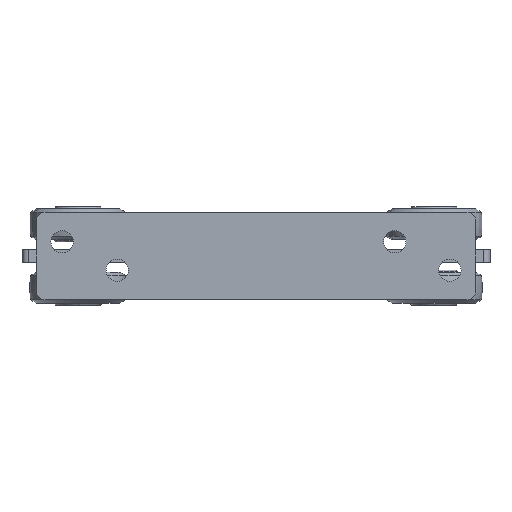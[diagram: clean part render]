
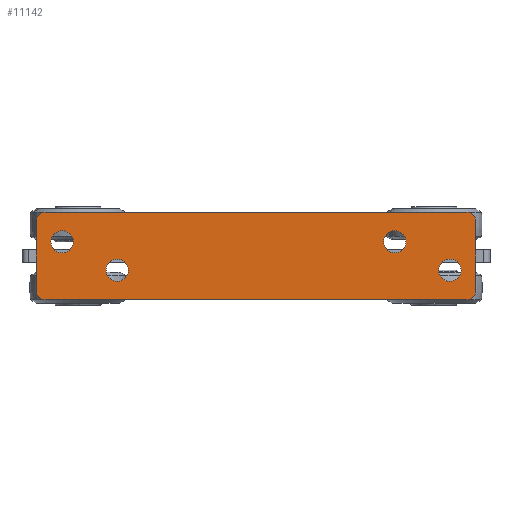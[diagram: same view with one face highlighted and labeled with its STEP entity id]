
A CAD part, front view. The second image highlights one B-rep face of the part: STEP entity #11142.
In plain terms, the highlighted planar face has unit normal (0, -1, 0).
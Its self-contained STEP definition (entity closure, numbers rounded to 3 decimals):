
#12 = LINE ( 'NONE', #2726, #7843 ) ;
#297 = VERTEX_POINT ( 'NONE', #3302 ) ;
#306 = EDGE_LOOP ( 'NONE', ( #4342, #11726, #13085, #10864, #8666, #1109, #11116, #7160 ) ) ;
#338 = DIRECTION ( 'NONE',  ( 0., 0., -1. ) ) ;
#643 = CARTESIAN_POINT ( 'NONE',  ( 132.485, -4., -6.75 ) ) ;
#682 = LINE ( 'NONE', #1405, #7144 ) ;
#727 = DIRECTION ( 'NONE',  ( 1., 0., 0. ) ) ;
#744 = CARTESIAN_POINT ( 'NONE',  ( 150.902, -4., -18. ) ) ;
#751 = CARTESIAN_POINT ( 'NONE',  ( 56.771, -4., -6.75 ) ) ;
#1109 = ORIENTED_EDGE ( 'NONE', *, *, #4350, .F. ) ;
#1306 = DIRECTION ( 'NONE',  ( 0., 0., 1. ) ) ;
#1405 = CARTESIAN_POINT ( 'NONE',  ( 150.902, -4., -18. ) ) ;
#1409 = FACE_BOUND ( 'NONE', #6891, .T. ) ;
#1547 = CIRCLE ( 'NONE', #4565, 2.55 ) ;
#1621 = CARTESIAN_POINT ( 'NONE',  ( 52.902, -4., -2. ) ) ;
#1645 = CIRCLE ( 'NONE', #7546, 2.55 ) ;
#1775 = CARTESIAN_POINT ( 'NONE',  ( 52.902, -4., -20. ) ) ;
#1818 = DIRECTION ( 'NONE',  ( 0., 1., 0. ) ) ;
#2119 = DIRECTION ( 'NONE',  ( -1., 0., 0. ) ) ;
#2182 = DIRECTION ( 'NONE',  ( 0., 1., 0. ) ) ;
#2227 = CARTESIAN_POINT ( 'NONE',  ( 148.902, -4., -2. ) ) ;
#2294 = DIRECTION ( 'NONE',  ( 1., 0., 0. ) ) ;
#2332 = CARTESIAN_POINT ( 'NONE',  ( 150.902, -4., -2. ) ) ;
#2406 = VERTEX_POINT ( 'NONE', #3447 ) ;
#2415 = VERTEX_POINT ( 'NONE', #2332 ) ;
#2475 = CIRCLE ( 'NONE', #10474, 2.55 ) ;
#2489 = ORIENTED_EDGE ( 'NONE', *, *, #3918, .T. ) ;
#2696 = CIRCLE ( 'NONE', #5255, 2. ) ;
#2726 = CARTESIAN_POINT ( 'NONE',  ( 148.902, -4., -20. ) ) ;
#2846 = CARTESIAN_POINT ( 'NONE',  ( 69.319, -4., -13.25 ) ) ;
#2902 = AXIS2_PLACEMENT_3D ( 'NONE', #10371, #9302, #8264 ) ;
#2948 = CIRCLE ( 'NONE', #4668, 2. ) ;
#2957 = AXIS2_PLACEMENT_3D ( 'NONE', #2846, #1818, #4867 ) ;
#3047 = DIRECTION ( 'NONE',  ( -1., 0., 0. ) ) ;
#3128 = EDGE_CURVE ( 'NONE', #3505, #11128, #2475, .T. ) ;
#3172 = CIRCLE ( 'NONE', #9366, 2. ) ;
#3212 = DIRECTION ( 'NONE',  ( -1., 0., 0. ) ) ;
#3274 = DIRECTION ( 'NONE',  ( 0., -1., 0. ) ) ;
#3302 = CARTESIAN_POINT ( 'NONE',  ( 50.902, -4., -2. ) ) ;
#3311 = VERTEX_POINT ( 'NONE', #5611 ) ;
#3389 = ORIENTED_EDGE ( 'NONE', *, *, #5201, .T. ) ;
#3447 = CARTESIAN_POINT ( 'NONE',  ( 71.869, -4., -13.25 ) ) ;
#3505 = VERTEX_POINT ( 'NONE', #10782 ) ;
#3569 = VERTEX_POINT ( 'NONE', #4564 ) ;
#3638 = EDGE_CURVE ( 'NONE', #10735, #297, #6343, .T. ) ;
#3645 = ORIENTED_EDGE ( 'NONE', *, *, #6939, .T. ) ;
#3701 = AXIS2_PLACEMENT_3D ( 'NONE', #1621, #4767, #727 ) ;
#3796 = DIRECTION ( 'NONE',  ( 0., 1., 0. ) ) ;
#3918 = EDGE_CURVE ( 'NONE', #12013, #2406, #7918, .T. ) ;
#4317 = VERTEX_POINT ( 'NONE', #8627 ) ;
#4342 = ORIENTED_EDGE ( 'NONE', *, *, #11813, .F. ) ;
#4350 = EDGE_CURVE ( 'NONE', #2415, #12927, #682, .T. ) ;
#4355 = EDGE_LOOP ( 'NONE', ( #3389, #3645 ) ) ;
#4564 = CARTESIAN_POINT ( 'NONE',  ( 54.221, -4., -6.75 ) ) ;
#4565 = AXIS2_PLACEMENT_3D ( 'NONE', #643, #5882, #4855 ) ;
#4586 = VERTEX_POINT ( 'NONE', #4987 ) ;
#4668 = AXIS2_PLACEMENT_3D ( 'NONE', #5352, #9567, #2294 ) ;
#4767 = DIRECTION ( 'NONE',  ( 0., 1., 0. ) ) ;
#4780 = FACE_BOUND ( 'NONE', #4355, .T. ) ;
#4855 = DIRECTION ( 'NONE',  ( -1., 0., 0. ) ) ;
#4867 = DIRECTION ( 'NONE',  ( -1., 0., 0. ) ) ;
#4987 = CARTESIAN_POINT ( 'NONE',  ( 52.902, -4., 0. ) ) ;
#5130 = VERTEX_POINT ( 'NONE', #1775 ) ;
#5201 = EDGE_CURVE ( 'NONE', #3569, #4317, #9558, .T. ) ;
#5212 = DIRECTION ( 'NONE',  ( 0., 1., 0. ) ) ;
#5255 = AXIS2_PLACEMENT_3D ( 'NONE', #2227, #11334, #10440 ) ;
#5339 = DIRECTION ( 'NONE',  ( 1., 0., 0. ) ) ;
#5340 = ORIENTED_EDGE ( 'NONE', *, *, #6174, .T. ) ;
#5352 = CARTESIAN_POINT ( 'NONE',  ( 52.902, -4., -18. ) ) ;
#5432 = CARTESIAN_POINT ( 'NONE',  ( 148.902, -4., 0. ) ) ;
#5611 = CARTESIAN_POINT ( 'NONE',  ( 148.902, -4., 0. ) ) ;
#5748 = FACE_BOUND ( 'NONE', #8465, .T. ) ;
#5770 = AXIS2_PLACEMENT_3D ( 'NONE', #13003, #9035, #6856 ) ;
#5877 = EDGE_CURVE ( 'NONE', #5130, #10735, #2948, .T. ) ;
#5882 = DIRECTION ( 'NONE',  ( 0., 1., 0. ) ) ;
#6015 = CARTESIAN_POINT ( 'NONE',  ( 129.935, -4., -6.75 ) ) ;
#6174 = EDGE_CURVE ( 'NONE', #2406, #12013, #12067, .T. ) ;
#6258 = CARTESIAN_POINT ( 'NONE',  ( 145.032, -4., -13.25 ) ) ;
#6343 = LINE ( 'NONE', #9436, #10177 ) ;
#6551 = CIRCLE ( 'NONE', #3701, 2. ) ;
#6856 = DIRECTION ( 'NONE',  ( -1., 0., 0. ) ) ;
#6891 = EDGE_LOOP ( 'NONE', ( #7372, #10633 ) ) ;
#6939 = EDGE_CURVE ( 'NONE', #4317, #3569, #1645, .T. ) ;
#7073 = AXIS2_PLACEMENT_3D ( 'NONE', #12317, #3274, #5339 ) ;
#7144 = VECTOR ( 'NONE', #338, 1000. ) ;
#7160 = ORIENTED_EDGE ( 'NONE', *, *, #8064, .F. ) ;
#7372 = ORIENTED_EDGE ( 'NONE', *, *, #11622, .T. ) ;
#7546 = AXIS2_PLACEMENT_3D ( 'NONE', #751, #3796, #10922 ) ;
#7622 = CARTESIAN_POINT ( 'NONE',  ( 148.902, -4., -20. ) ) ;
#7677 = VECTOR ( 'NONE', #10456, 1000. ) ;
#7843 = VECTOR ( 'NONE', #3047, 1000. ) ;
#7918 = CIRCLE ( 'NONE', #5770, 2.55 ) ;
#8064 = EDGE_CURVE ( 'NONE', #4586, #3311, #13088, .T. ) ;
#8133 = EDGE_CURVE ( 'NONE', #12927, #9251, #3172, .T. ) ;
#8194 = CARTESIAN_POINT ( 'NONE',  ( 132.485, -4., -6.75 ) ) ;
#8264 = DIRECTION ( 'NONE',  ( -1., 0., 0. ) ) ;
#8377 = CARTESIAN_POINT ( 'NONE',  ( 50.902, -4., -18. ) ) ;
#8430 = ORIENTED_EDGE ( 'NONE', *, *, #8808, .T. ) ;
#8465 = EDGE_LOOP ( 'NONE', ( #8430, #9784 ) ) ;
#8526 = AXIS2_PLACEMENT_3D ( 'NONE', #8194, #2182, #3212 ) ;
#8627 = CARTESIAN_POINT ( 'NONE',  ( 59.321, -4., -6.75 ) ) ;
#8666 = ORIENTED_EDGE ( 'NONE', *, *, #8133, .F. ) ;
#8798 = AXIS2_PLACEMENT_3D ( 'NONE', #11194, #10071, #8991 ) ;
#8808 = EDGE_CURVE ( 'NONE', #11128, #3505, #12672, .T. ) ;
#8826 = DIRECTION ( 'NONE',  ( 1., 0., 0. ) ) ;
#8991 = DIRECTION ( 'NONE',  ( -1., 0., 0. ) ) ;
#9035 = DIRECTION ( 'NONE',  ( 0., 1., 0. ) ) ;
#9212 = CARTESIAN_POINT ( 'NONE',  ( 66.769, -4., -13.25 ) ) ;
#9251 = VERTEX_POINT ( 'NONE', #7622 ) ;
#9302 = DIRECTION ( 'NONE',  ( 0., 1., 0. ) ) ;
#9366 = AXIS2_PLACEMENT_3D ( 'NONE', #9901, #9803, #8826 ) ;
#9382 = CARTESIAN_POINT ( 'NONE',  ( 142.482, -4., -13.25 ) ) ;
#9436 = CARTESIAN_POINT ( 'NONE',  ( 50.902, -4., -18. ) ) ;
#9558 = CIRCLE ( 'NONE', #8798, 2.55 ) ;
#9567 = DIRECTION ( 'NONE',  ( 0., 1., 0. ) ) ;
#9784 = ORIENTED_EDGE ( 'NONE', *, *, #3128, .T. ) ;
#9803 = DIRECTION ( 'NONE',  ( 0., 1., 0. ) ) ;
#9901 = CARTESIAN_POINT ( 'NONE',  ( 148.902, -4., -18. ) ) ;
#10071 = DIRECTION ( 'NONE',  ( 0., 1., 0. ) ) ;
#10116 = VERTEX_POINT ( 'NONE', #6015 ) ;
#10177 = VECTOR ( 'NONE', #1306, 1000. ) ;
#10371 = CARTESIAN_POINT ( 'NONE',  ( 145.032, -4., -13.25 ) ) ;
#10404 = CIRCLE ( 'NONE', #8526, 2.55 ) ;
#10440 = DIRECTION ( 'NONE',  ( -1., 0., 0. ) ) ;
#10456 = DIRECTION ( 'NONE',  ( 1., 0., 0. ) ) ;
#10474 = AXIS2_PLACEMENT_3D ( 'NONE', #6258, #5212, #2119 ) ;
#10568 = FACE_BOUND ( 'NONE', #11520, .T. ) ;
#10633 = ORIENTED_EDGE ( 'NONE', *, *, #11806, .T. ) ;
#10735 = VERTEX_POINT ( 'NONE', #8377 ) ;
#10782 = CARTESIAN_POINT ( 'NONE',  ( 147.582, -4., -13.25 ) ) ;
#10785 = EDGE_CURVE ( 'NONE', #3311, #2415, #2696, .T. ) ;
#10864 = ORIENTED_EDGE ( 'NONE', *, *, #10957, .F. ) ;
#10890 = VERTEX_POINT ( 'NONE', #11895 ) ;
#10922 = DIRECTION ( 'NONE',  ( -1., 0., 0. ) ) ;
#10957 = EDGE_CURVE ( 'NONE', #9251, #5130, #12, .T. ) ;
#11116 = ORIENTED_EDGE ( 'NONE', *, *, #10785, .F. ) ;
#11128 = VERTEX_POINT ( 'NONE', #9382 ) ;
#11142 = ADVANCED_FACE ( 'NONE', ( #10568, #4780, #1409, #5748, #12309 ), #12366, .T. ) ;
#11194 = CARTESIAN_POINT ( 'NONE',  ( 56.771, -4., -6.75 ) ) ;
#11334 = DIRECTION ( 'NONE',  ( 0., 1., 0. ) ) ;
#11520 = EDGE_LOOP ( 'NONE', ( #2489, #5340 ) ) ;
#11622 = EDGE_CURVE ( 'NONE', #10116, #10890, #10404, .T. ) ;
#11726 = ORIENTED_EDGE ( 'NONE', *, *, #3638, .F. ) ;
#11806 = EDGE_CURVE ( 'NONE', #10890, #10116, #1547, .T. ) ;
#11813 = EDGE_CURVE ( 'NONE', #297, #4586, #6551, .T. ) ;
#11895 = CARTESIAN_POINT ( 'NONE',  ( 135.035, -4., -6.75 ) ) ;
#12013 = VERTEX_POINT ( 'NONE', #9212 ) ;
#12067 = CIRCLE ( 'NONE', #2957, 2.55 ) ;
#12309 = FACE_OUTER_BOUND ( 'NONE', #306, .T. ) ;
#12317 = CARTESIAN_POINT ( 'NONE',  ( 52.902, -4., -2. ) ) ;
#12366 = PLANE ( 'NONE',  #7073 ) ;
#12672 = CIRCLE ( 'NONE', #2902, 2.55 ) ;
#12927 = VERTEX_POINT ( 'NONE', #744 ) ;
#13003 = CARTESIAN_POINT ( 'NONE',  ( 69.319, -4., -13.25 ) ) ;
#13085 = ORIENTED_EDGE ( 'NONE', *, *, #5877, .F. ) ;
#13088 = LINE ( 'NONE', #5432, #7677 ) ;
